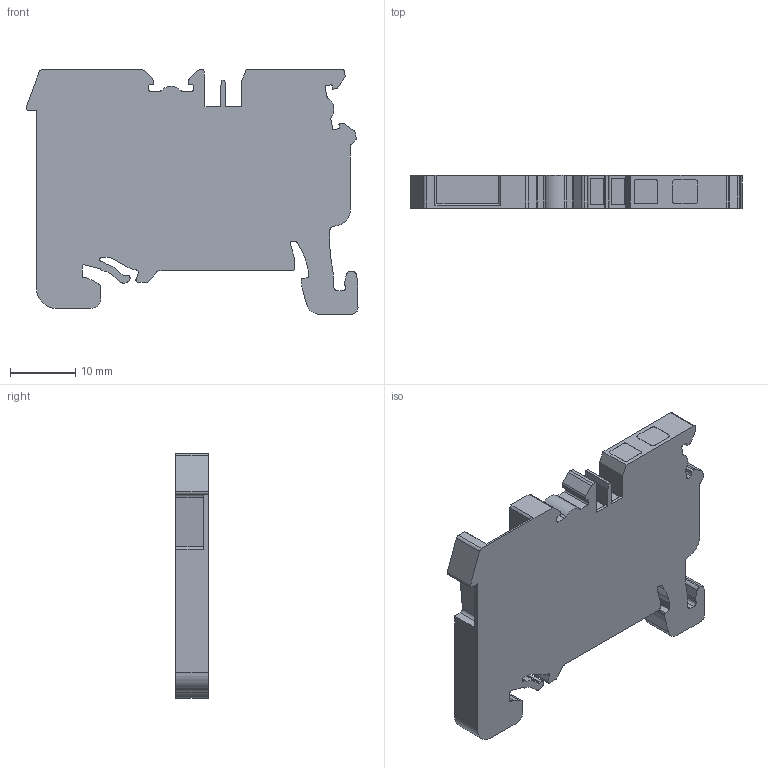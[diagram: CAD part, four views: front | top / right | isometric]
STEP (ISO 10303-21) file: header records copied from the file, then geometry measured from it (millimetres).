
FILE_DESCRIPTION (( 'STEP AP203' ), '1' );
FILE_NAME ('CX2.5_1B.STEP', '2024-12-04T13:39:21', ( '' ), ( '' ), 'SwSTEP 2.0', 'SolidWorks 2022', '' );
FILE_SCHEMA (( 'CONFIG_CONTROL_DESIGN' ));
Length unit declared in the file: millimetre
Products named in the file (1): CX2.5_1B
Bounding box: 50.77 x 5 x 37.4 mm (x, y, z)
Volume: 6737.2 mm3; surface area: 4363.5 mm2
Topology: 1 solids, 1 shells, 198 faces, 574 edges, 382 vertices
Faces by surface type: plane 112, cylinder 86
Entity records: 6631 total; most frequent: CARTESIAN_POINT 1155, ORIENTED_EDGE 1148, DIRECTION 1144, EDGE_CURVE 574, LINE 402, VECTOR 402, VERTEX_POINT 382, AXIS2_PLACEMENT_3D 371
